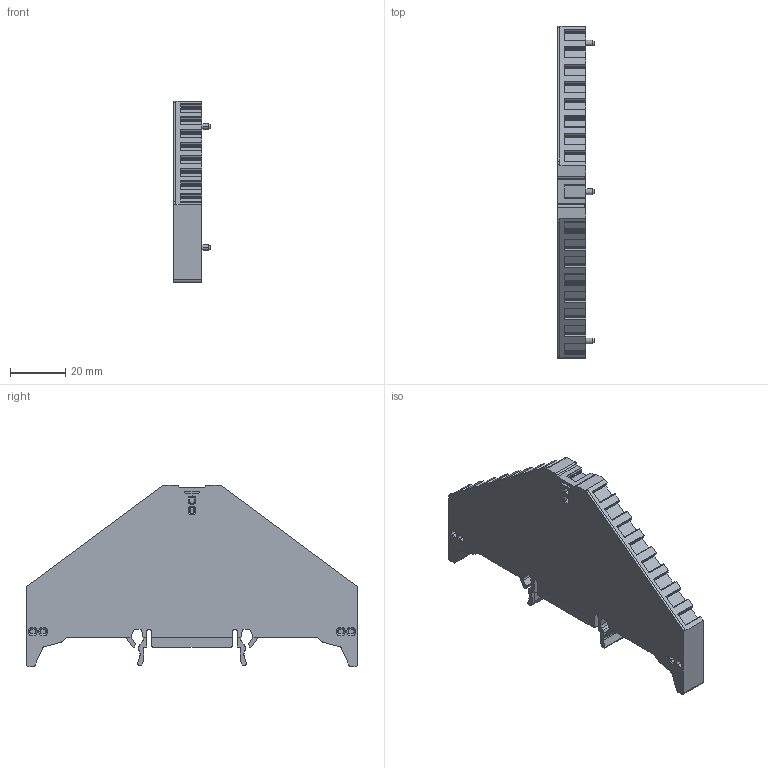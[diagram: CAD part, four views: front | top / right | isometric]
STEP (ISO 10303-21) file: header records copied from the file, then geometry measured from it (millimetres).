
FILE_DESCRIPTION(('CATIA V5R22 STEP214','CAx-IF Rec.Pracs.--- Model Styling and Organization---1.4--- 2014-01-23'),'2;1');
FILE_NAME ('008290-2_0', '2021-06-22T06:11:55+00:00', ('Weidmueller Interface'), ('Weidmueller'), 'CATIA Version 5-6 Release 2016 SP3 HF44', 'CATIA V5 STEP AP214', 'none');
FILE_SCHEMA(('AUTOMOTIVE_DESIGN { 1 0 10303 214 1 1 1 1 }'));
Products named in the file (1): 1173580000
Bounding box: 13.2 x 120 x 65.6 mm (x, y, z)
Volume: 49291.4 mm3; surface area: 15365.9 mm2
Topology: 1 solids, 1 shells, 849 faces, 2296 edges, 1426 vertices
Faces by surface type: plane 341, cylinder 334, cone 78, bspline 76, torus 18, extrusion 2
Entity records: 47490 total; most frequent: CARTESIAN_POINT 27570, ORIENTED_EDGE 4520, DIRECTION 3383, EDGE_CURVE 2260, VERTEX_POINT 1426, VECTOR 1361, LINE 1359, AXIS2_PLACEMENT_3D 1327
